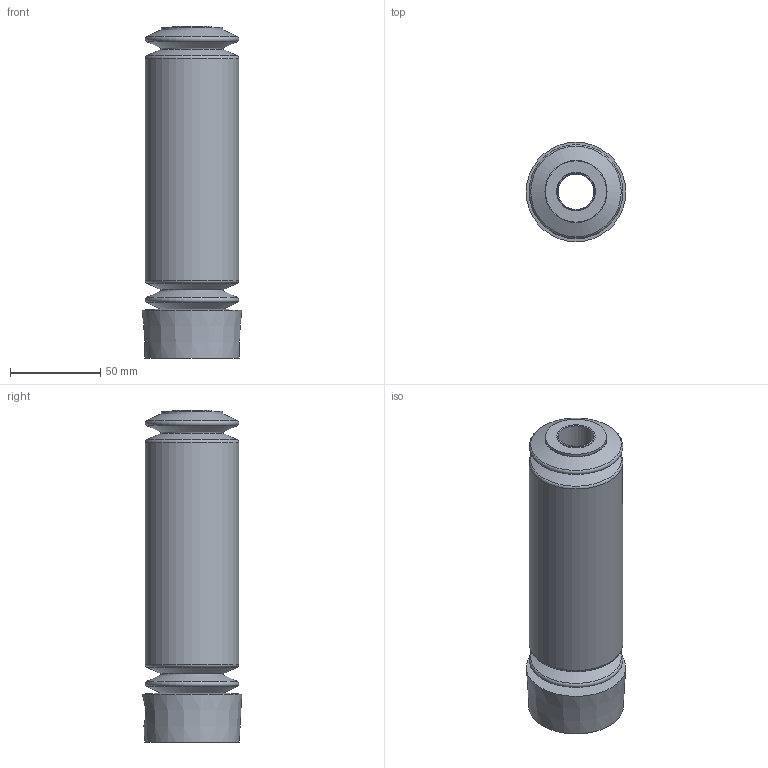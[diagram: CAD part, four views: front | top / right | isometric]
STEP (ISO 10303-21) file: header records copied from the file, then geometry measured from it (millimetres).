
FILE_DESCRIPTION(/* description */ ('STEP AP214'),/* implementation_level */ '2;1');
FILE_NAME(/* name */ '553505_DADB-S1-63-S126-175',/* time_stamp */ '2024-08-12T15:24:05+02:00',/* author */ ('License CC BY-ND 4.0'),/* organization */ ('CADENAS'),/* preprocessor_version */ 'ST-DEVELOPER v19.3',/* originating_system */ 'PARTsolutions',/* authorisation */ ' ');
FILE_SCHEMA (('AUTOMOTIVE_DESIGN {1 0 10303 214 3 1 1}'));
Length unit declared in the file: millimetre
Products named in the file (1): 553505 DADB-S1-63-S126-175---(154.90)
Bounding box: 55.3 x 55.3 x 184.32 mm (x, y, z)
Volume: 302556.4 mm3; surface area: 50523.5 mm2
Topology: 1 solids, 1 shells, 31 faces, 63 edges, 37 vertices
Faces by surface type: cone 10, torus 8, cylinder 7, plane 6
Full cylindrical faces by diameter (mm): 11.445 x1, 20 x1, 34 x1, 43.376 x1, 52 x1
Entity records: 719 total; most frequent: CARTESIAN_POINT 140, DIRECTION 124, ORIENTED_EDGE 70, EDGE_LOOP 62, FACE_BOUND 62, AXIS2_PLACEMENT_3D 62, EDGE_CURVE 35, VERTEX_POINT 33
